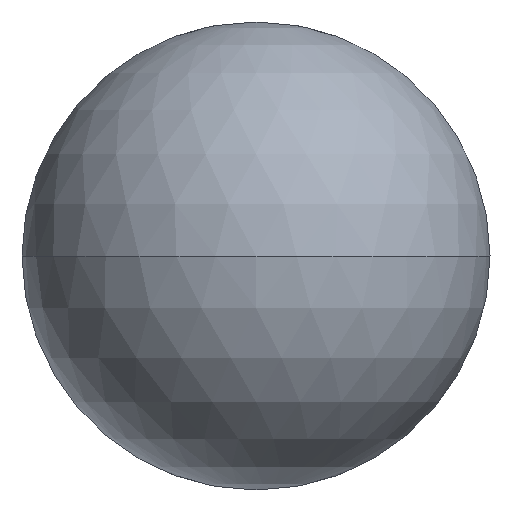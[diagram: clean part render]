
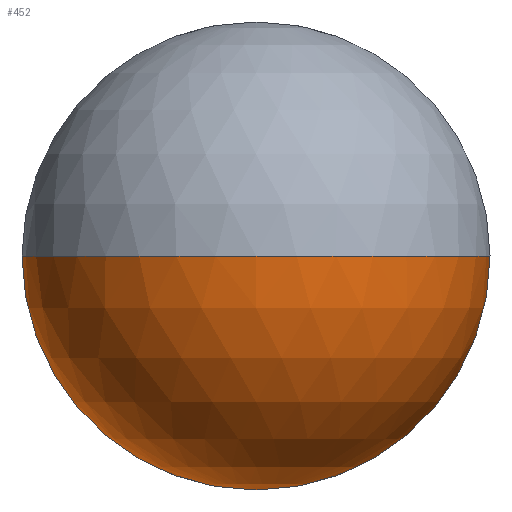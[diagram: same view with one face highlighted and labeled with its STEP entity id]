
A CAD part, front view. The second image highlights one B-rep face of the part: STEP entity #452.
In plain terms, the highlighted spherical face has radius 6.35 mm.
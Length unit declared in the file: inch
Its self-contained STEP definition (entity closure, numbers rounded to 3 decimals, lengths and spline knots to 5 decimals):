
#40 = CARTESIAN_POINT ( 'NONE',  ( -0.25, 0.25, 0. ) ) ;
#46 = VERTEX_POINT ( 'NONE', #204 ) ;
#50 = ORIENTED_EDGE ( 'NONE', *, *, #168, .T. ) ;
#59 = VERTEX_POINT ( 'NONE', #226 ) ;
#67 = AXIS2_PLACEMENT_3D ( 'NONE', #296, #245, #497 ) ;
#77 = AXIS2_PLACEMENT_3D ( 'NONE', #366, #520, #156 ) ;
#90 = CIRCLE ( 'NONE', #67, 0.25 ) ;
#103 = DIRECTION ( 'NONE',  ( -1., 0., 0. ) ) ;
#112 = DIRECTION ( 'NONE',  ( 0., 0., -1. ) ) ;
#125 = AXIS2_PLACEMENT_3D ( 'NONE', #162, #323, #448 ) ;
#129 = ORIENTED_EDGE ( 'NONE', *, *, #301, .F. ) ;
#156 = DIRECTION ( 'NONE',  ( 0., 0., -1. ) ) ;
#161 = AXIS2_PLACEMENT_3D ( 'NONE', #240, #112, #272 ) ;
#162 = CARTESIAN_POINT ( 'NONE',  ( 0., 0.25, 0. ) ) ;
#168 = EDGE_CURVE ( 'NONE', #59, #241, #482, .T. ) ;
#195 = SPHERICAL_SURFACE ( 'NONE', #359, 0.25 ) ;
#197 = EDGE_CURVE ( 'NONE', #222, #59, #90, .T. ) ;
#204 = CARTESIAN_POINT ( 'NONE',  ( 0., 0., 0. ) ) ;
#222 = VERTEX_POINT ( 'NONE', #40 ) ;
#226 = CARTESIAN_POINT ( 'NONE',  ( 0., 0.25, -0.25 ) ) ;
#240 = CARTESIAN_POINT ( 'NONE',  ( 0., 0.25, 0. ) ) ;
#241 = VERTEX_POINT ( 'NONE', #488 ) ;
#244 = EDGE_CURVE ( 'NONE', #241, #46, #290, .T. ) ;
#245 = DIRECTION ( 'NONE',  ( 0., -1., 0. ) ) ;
#272 = DIRECTION ( 'NONE',  ( -1., 0., 0. ) ) ;
#290 = CIRCLE ( 'NONE', #161, 0.25 ) ;
#295 = ORIENTED_EDGE ( 'NONE', *, *, #197, .T. ) ;
#296 = CARTESIAN_POINT ( 'NONE',  ( 0., 0.25, 0. ) ) ;
#300 = FACE_OUTER_BOUND ( 'NONE', #374, .T. ) ;
#301 = EDGE_CURVE ( 'NONE', #222, #46, #427, .T. ) ;
#306 = CARTESIAN_POINT ( 'NONE',  ( 0., 0.25, 0. ) ) ;
#323 = DIRECTION ( 'NONE',  ( 0., 0., 1. ) ) ;
#359 = AXIS2_PLACEMENT_3D ( 'NONE', #306, #433, #103 ) ;
#366 = CARTESIAN_POINT ( 'NONE',  ( 0., 0.25, 0. ) ) ;
#374 = EDGE_LOOP ( 'NONE', ( #295, #50, #459, #129 ) ) ;
#427 = CIRCLE ( 'NONE', #125, 0.25 ) ;
#433 = DIRECTION ( 'NONE',  ( 0., 0., -1. ) ) ;
#448 = DIRECTION ( 'NONE',  ( 1., 0., 0. ) ) ;
#452 = ADVANCED_FACE ( 'NONE', ( #300 ), #195, .T. ) ;
#459 = ORIENTED_EDGE ( 'NONE', *, *, #244, .T. ) ;
#482 = CIRCLE ( 'NONE', #77, 0.25 ) ;
#488 = CARTESIAN_POINT ( 'NONE',  ( 0.25, 0.25, 0. ) ) ;
#497 = DIRECTION ( 'NONE',  ( 0., 0., -1. ) ) ;
#520 = DIRECTION ( 'NONE',  ( 0., -1., 0. ) ) ;
